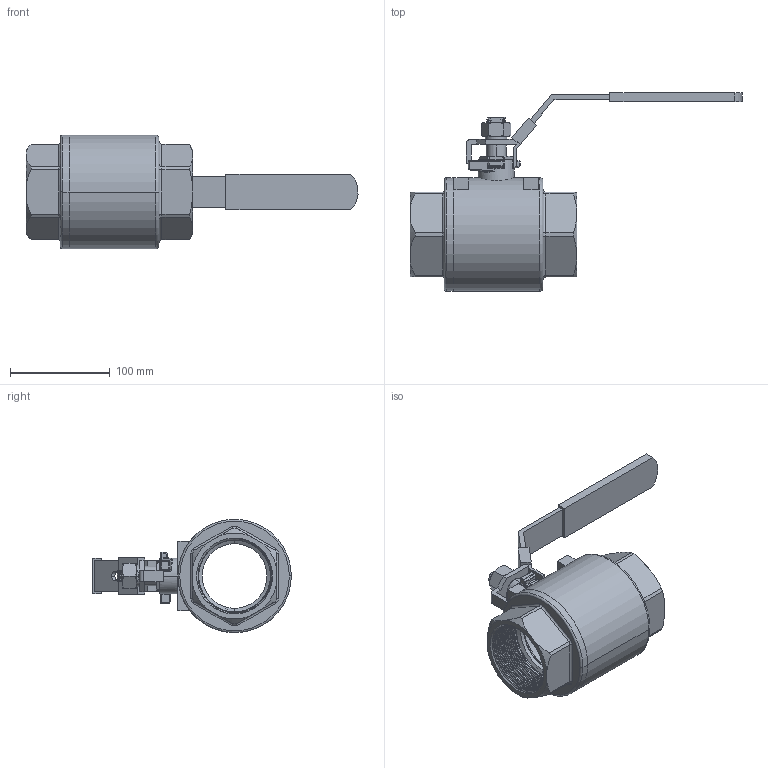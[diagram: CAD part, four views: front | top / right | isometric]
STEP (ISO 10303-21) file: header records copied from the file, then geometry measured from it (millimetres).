
FILE_DESCRIPTION((''),'2;1');
FILE_NAME('2006HL-065_ASM','2014-12-26T',('Administrator'),(''),'PRO/ENGINEER BY PARAMETRIC TECHNOLOGY CORPORATION, 2011080','PRO/ENGINEER BY PARAMETRIC TECHNOLOGY CORPORATION, 2011080','');
FILE_SCHEMA(('CONFIG_CONTROL_DESIGN'));
Length unit declared in the file: millimetre
Products named in the file (8): 2006HL-BODY-065; 2006HL-CAP-065; 2006HL-STEMNUT-065; 2006HL-STEM-065; 2006HL-HANDLE-065; DIANPIAN065; LUOMU065; 2006HL-065_ASM
Assembly tree (7 placements, depth 2):
  2006HL-065_ASM
    2006HL-BODY-065
    2006HL-CAP-065
    2006HL-STEMNUT-065
    2006HL-STEM-065
    2006HL-HANDLE-065
    DIANPIAN065
    LUOMU065
Bounding box: 333.41 x 199.5 x 114 mm (x, y, z)
Volume: 576212.3 mm3; surface area: 194981.8 mm2
Topology: 7 solids, 7 shells, 661 faces, 1669 edges, 1038 vertices
Faces by surface type: cylinder 298, plane 151, bspline 115, cone 61, sphere 24, torus 12
Entity records: 42060 total; most frequent: CARTESIAN_POINT 27605, ORIENTED_EDGE 3334, DIRECTION 2384, EDGE_CURVE 1667, VERTEX_POINT 1038, AXIS2_PLACEMENT_3D 869, B_SPLINE_CURVE_WITH_KNOTS 713, EDGE_LOOP 693
